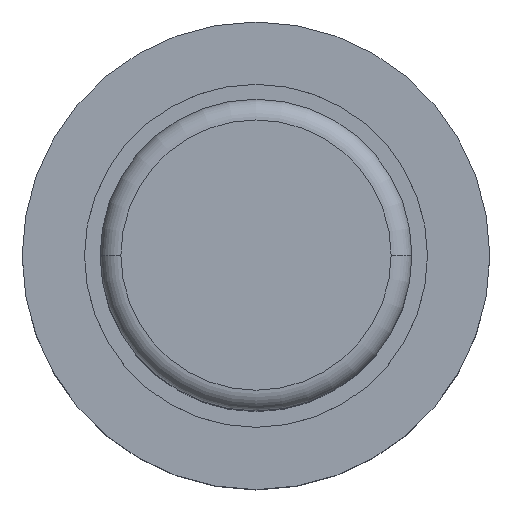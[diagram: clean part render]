
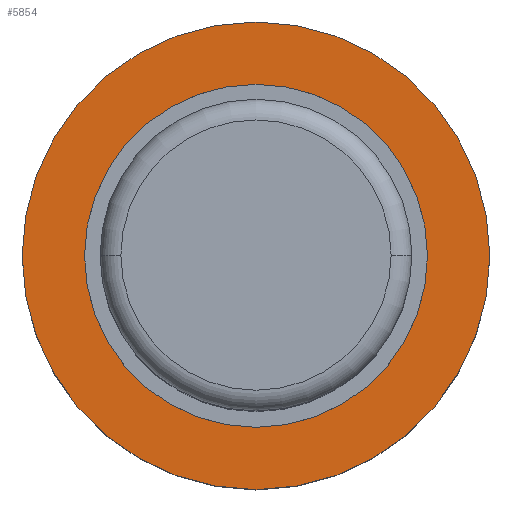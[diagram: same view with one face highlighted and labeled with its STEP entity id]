
A CAD part, top view. The second image highlights one B-rep face of the part: STEP entity #5854.
In plain terms, the highlighted planar face has unit normal (0, 0, 1).
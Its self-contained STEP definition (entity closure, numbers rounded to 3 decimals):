
#77 = CARTESIAN_POINT ( 'NONE',  ( 0., 0., 0. ) ) ;
#218 = EDGE_CURVE ( 'NONE', #7900, #10865, #829, .T. ) ;
#373 = CARTESIAN_POINT ( 'NONE',  ( 0., 2.25, 0. ) ) ;
#459 = CIRCLE ( 'NONE', #8090, 2.25 ) ;
#829 = CIRCLE ( 'NONE', #1153, 1.65 ) ;
#1153 = AXIS2_PLACEMENT_3D ( 'NONE', #77, #2923, #1993 ) ;
#1708 = AXIS2_PLACEMENT_3D ( 'NONE', #373, #6455, #3375 ) ;
#1899 = CIRCLE ( 'NONE', #11103, 1.65 ) ;
#1970 = CARTESIAN_POINT ( 'NONE',  ( 0., 0., 0. ) ) ;
#1993 = DIRECTION ( 'NONE',  ( -1., 0., 0. ) ) ;
#2141 = CARTESIAN_POINT ( 'NONE',  ( -2.25, 0., 0. ) ) ;
#2641 = FACE_BOUND ( 'NONE', #9518, .T. ) ;
#2862 = CARTESIAN_POINT ( 'NONE',  ( 2.25, 0., 0. ) ) ;
#2923 = DIRECTION ( 'NONE',  ( 0., 0., 1. ) ) ;
#3375 = DIRECTION ( 'NONE',  ( -1., 0., 0. ) ) ;
#3726 = AXIS2_PLACEMENT_3D ( 'NONE', #9175, #3850, #10943 ) ;
#3850 = DIRECTION ( 'NONE',  ( 0., 0., 1. ) ) ;
#4140 = VERTEX_POINT ( 'NONE', #2141 ) ;
#5124 = CARTESIAN_POINT ( 'NONE',  ( 0., 0., 0. ) ) ;
#5136 = EDGE_CURVE ( 'NONE', #10865, #7900, #1899, .T. ) ;
#5518 = PLANE ( 'NONE',  #1708 ) ;
#5834 = EDGE_CURVE ( 'NONE', #8112, #4140, #8019, .T. ) ;
#5854 = ADVANCED_FACE ( 'NONE', ( #2641, #6403 ), #5518, .F. ) ;
#6051 = DIRECTION ( 'NONE',  ( 1., 0., 0. ) ) ;
#6403 = FACE_OUTER_BOUND ( 'NONE', #9718, .T. ) ;
#6455 = DIRECTION ( 'NONE',  ( 0., 0., -1. ) ) ;
#6482 = ORIENTED_EDGE ( 'NONE', *, *, #5136, .F. ) ;
#6918 = EDGE_CURVE ( 'NONE', #4140, #8112, #459, .T. ) ;
#7627 = ORIENTED_EDGE ( 'NONE', *, *, #5834, .T. ) ;
#7796 = DIRECTION ( 'NONE',  ( 0., 0., 1. ) ) ;
#7817 = ORIENTED_EDGE ( 'NONE', *, *, #218, .F. ) ;
#7900 = VERTEX_POINT ( 'NONE', #9590 ) ;
#8019 = CIRCLE ( 'NONE', #3726, 2.25 ) ;
#8090 = AXIS2_PLACEMENT_3D ( 'NONE', #5124, #11349, #6051 ) ;
#8112 = VERTEX_POINT ( 'NONE', #2862 ) ;
#9175 = CARTESIAN_POINT ( 'NONE',  ( 0., 0., 0. ) ) ;
#9259 = CARTESIAN_POINT ( 'NONE',  ( -1.65, 0., 0. ) ) ;
#9466 = DIRECTION ( 'NONE',  ( -1., 0., 0. ) ) ;
#9518 = EDGE_LOOP ( 'NONE', ( #6482, #7817 ) ) ;
#9590 = CARTESIAN_POINT ( 'NONE',  ( 1.65, 0., 0. ) ) ;
#9718 = EDGE_LOOP ( 'NONE', ( #7627, #10274 ) ) ;
#10274 = ORIENTED_EDGE ( 'NONE', *, *, #6918, .T. ) ;
#10865 = VERTEX_POINT ( 'NONE', #9259 ) ;
#10943 = DIRECTION ( 'NONE',  ( 1., 0., 0. ) ) ;
#11103 = AXIS2_PLACEMENT_3D ( 'NONE', #1970, #7796, #9466 ) ;
#11349 = DIRECTION ( 'NONE',  ( 0., 0., 1. ) ) ;
